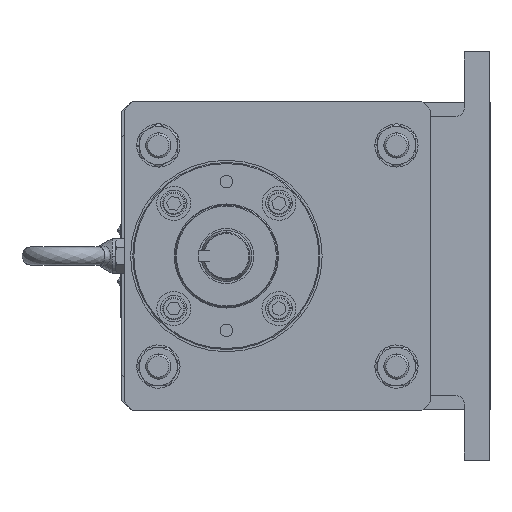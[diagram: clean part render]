
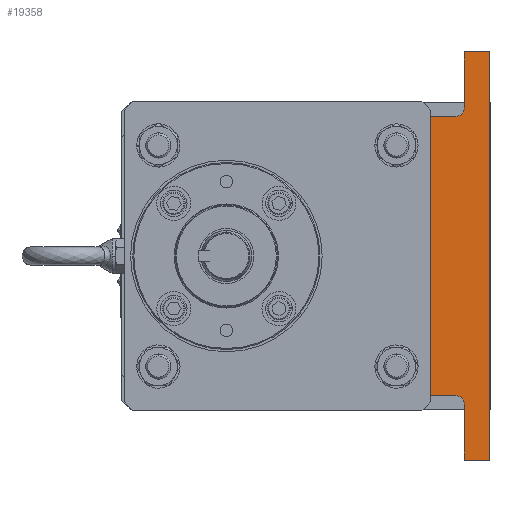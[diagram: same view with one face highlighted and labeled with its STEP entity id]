
A CAD part, left-side view. The second image highlights one B-rep face of the part: STEP entity #19358.
In plain terms, the highlighted planar face has unit normal (-1, 0, 0).
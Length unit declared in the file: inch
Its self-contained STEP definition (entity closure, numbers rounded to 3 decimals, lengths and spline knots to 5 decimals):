
#1564 = CARTESIAN_POINT ( 'NONE',  ( -2.016, -5.46, -4.11 ) ) ;
#2684 = AXIS2_PLACEMENT_3D ( 'NONE', #91159, #36647, #125610 ) ;
#3288 = ORIENTED_EDGE ( 'NONE', *, *, #39652, .F. ) ;
#6471 = LINE ( 'NONE', #46746, #109467 ) ;
#8434 = LINE ( 'NONE', #92581, #138128 ) ;
#8758 = FACE_OUTER_BOUND ( 'NONE', #116093, .T. ) ;
#10187 = PLANE ( 'NONE',  #89607 ) ;
#11462 = ORIENTED_EDGE ( 'NONE', *, *, #95697, .F. ) ;
#12058 = CARTESIAN_POINT ( 'NONE',  ( -2.016, -5.46, 6. ) ) ;
#12506 = DIRECTION ( 'NONE',  ( 0., -1., 0. ) ) ;
#12536 = VERTEX_POINT ( 'NONE', #136590 ) ;
#13813 = DIRECTION ( 'NONE',  ( 0., 1., 0. ) ) ;
#17413 = EDGE_CURVE ( 'NONE', #19755, #21815, #8434, .T. ) ;
#18519 = VERTEX_POINT ( 'NONE', #12058 ) ;
#19358 = ADVANCED_FACE ( 'NONE', ( #8758 ), #10187, .F. ) ;
#19755 = VERTEX_POINT ( 'NONE', #59492 ) ;
#21815 = VERTEX_POINT ( 'NONE', #95204 ) ;
#22783 = VECTOR ( 'NONE', #84716, 39.37008 ) ;
#27218 = ORIENTED_EDGE ( 'NONE', *, *, #17413, .F. ) ;
#27533 = EDGE_CURVE ( 'NONE', #21815, #12536, #139530, .T. ) ;
#28360 = CARTESIAN_POINT ( 'NONE',  ( -2.016, -4.46, 4.11 ) ) ;
#28702 = EDGE_CURVE ( 'NONE', #18519, #19755, #130643, .T. ) ;
#31864 = VECTOR ( 'NONE', #112535, 39.37008 ) ;
#35091 = VECTOR ( 'NONE', #116762, 39.37008 ) ;
#35453 = CIRCLE ( 'NONE', #102697, 0.25 ) ;
#36647 = DIRECTION ( 'NONE',  ( 1., 0., 0. ) ) ;
#38202 = ORIENTED_EDGE ( 'NONE', *, *, #41788, .T. ) ;
#38612 = LINE ( 'NONE', #81756, #31864 ) ;
#39652 = EDGE_CURVE ( 'NONE', #68945, #120662, #131755, .T. ) ;
#40773 = CARTESIAN_POINT ( 'NONE',  ( -2.016, -5.46, -4.36 ) ) ;
#41350 = CARTESIAN_POINT ( 'NONE',  ( -2.016, -6.21, -6. ) ) ;
#41788 = EDGE_CURVE ( 'NONE', #89088, #120662, #57185, .T. ) ;
#41947 = ORIENTED_EDGE ( 'NONE', *, *, #65374, .F. ) ;
#42563 = CARTESIAN_POINT ( 'NONE',  ( -2.016, -5.46, 4.36 ) ) ;
#46746 = CARTESIAN_POINT ( 'NONE',  ( -2.016, -4.46, -4.11 ) ) ;
#53485 = LINE ( 'NONE', #99487, #60269 ) ;
#54929 = ORIENTED_EDGE ( 'NONE', *, *, #27533, .F. ) ;
#56125 = CARTESIAN_POINT ( 'NONE',  ( -2.016, -5.21, 4.11 ) ) ;
#57113 = ORIENTED_EDGE ( 'NONE', *, *, #90849, .T. ) ;
#57185 = CIRCLE ( 'NONE', #2684, 0.25 ) ;
#59492 = CARTESIAN_POINT ( 'NONE',  ( -2.016, -6.21, 6. ) ) ;
#60269 = VECTOR ( 'NONE', #13813, 39.37008 ) ;
#61282 = DIRECTION ( 'NONE',  ( 1., 0., 0. ) ) ;
#61392 = VERTEX_POINT ( 'NONE', #103205 ) ;
#61850 = ORIENTED_EDGE ( 'NONE', *, *, #94990, .F. ) ;
#63241 = CARTESIAN_POINT ( 'NONE',  ( -2.016, -4.46, -4.11 ) ) ;
#63347 = DIRECTION ( 'NONE',  ( 1., 0., 0. ) ) ;
#63801 = DIRECTION ( 'NONE',  ( 0., 1., 0. ) ) ;
#65374 = EDGE_CURVE ( 'NONE', #12536, #121015, #113972, .T. ) ;
#65592 = DIRECTION ( 'NONE',  ( 0., 0., 1. ) ) ;
#68945 = VERTEX_POINT ( 'NONE', #28360 ) ;
#70907 = ORIENTED_EDGE ( 'NONE', *, *, #126757, .F. ) ;
#71780 = DIRECTION ( 'NONE',  ( 0., 0., -1. ) ) ;
#73845 = CARTESIAN_POINT ( 'NONE',  ( -2.016, -5.46, 6. ) ) ;
#75042 = VECTOR ( 'NONE', #65592, 39.37008 ) ;
#81306 = VERTEX_POINT ( 'NONE', #63241 ) ;
#81756 = CARTESIAN_POINT ( 'NONE',  ( -2.016, -5.46, 4.11 ) ) ;
#84716 = DIRECTION ( 'NONE',  ( 0., -1., 0. ) ) ;
#89088 = VERTEX_POINT ( 'NONE', #42563 ) ;
#89607 = AXIS2_PLACEMENT_3D ( 'NONE', #128394, #63347, #63801 ) ;
#90849 = EDGE_CURVE ( 'NONE', #61392, #121015, #35453, .T. ) ;
#91159 = CARTESIAN_POINT ( 'NONE',  ( -2.016, -5.21, 4.36 ) ) ;
#92581 = CARTESIAN_POINT ( 'NONE',  ( -2.016, -6.21, 6. ) ) ;
#94990 = EDGE_CURVE ( 'NONE', #81306, #68945, #6471, .T. ) ;
#95204 = CARTESIAN_POINT ( 'NONE',  ( -2.016, -6.21, -6. ) ) ;
#95697 = EDGE_CURVE ( 'NONE', #61392, #81306, #53485, .T. ) ;
#99487 = CARTESIAN_POINT ( 'NONE',  ( -2.016, -4.46, -4.11 ) ) ;
#102418 = ORIENTED_EDGE ( 'NONE', *, *, #28702, .F. ) ;
#102697 = AXIS2_PLACEMENT_3D ( 'NONE', #125852, #61282, #136633 ) ;
#103099 = VECTOR ( 'NONE', #12506, 39.37008 ) ;
#103205 = CARTESIAN_POINT ( 'NONE',  ( -2.016, -5.21, -4.11 ) ) ;
#109467 = VECTOR ( 'NONE', #122678, 39.37008 ) ;
#109970 = CARTESIAN_POINT ( 'NONE',  ( -2.016, -4.46, 4.11 ) ) ;
#112535 = DIRECTION ( 'NONE',  ( 0., 0., 1. ) ) ;
#113972 = LINE ( 'NONE', #1564, #75042 ) ;
#116093 = EDGE_LOOP ( 'NONE', ( #102418, #70907, #38202, #3288, #61850, #11462, #57113, #41947, #54929, #27218 ) ) ;
#116762 = DIRECTION ( 'NONE',  ( 0., 1., 0. ) ) ;
#120662 = VERTEX_POINT ( 'NONE', #56125 ) ;
#121015 = VERTEX_POINT ( 'NONE', #40773 ) ;
#122678 = DIRECTION ( 'NONE',  ( 0., 0., 1. ) ) ;
#125610 = DIRECTION ( 'NONE',  ( 0., 0., -1. ) ) ;
#125852 = CARTESIAN_POINT ( 'NONE',  ( -2.016, -5.21, -4.36 ) ) ;
#126757 = EDGE_CURVE ( 'NONE', #89088, #18519, #38612, .T. ) ;
#128394 = CARTESIAN_POINT ( 'NONE',  ( -2.016, -4.46, 0. ) ) ;
#130643 = LINE ( 'NONE', #73845, #22783 ) ;
#131755 = LINE ( 'NONE', #109970, #103099 ) ;
#136590 = CARTESIAN_POINT ( 'NONE',  ( -2.016, -5.46, -6. ) ) ;
#136633 = DIRECTION ( 'NONE',  ( 0., 0., -1. ) ) ;
#138128 = VECTOR ( 'NONE', #71780, 39.37008 ) ;
#139530 = LINE ( 'NONE', #41350, #35091 ) ;
